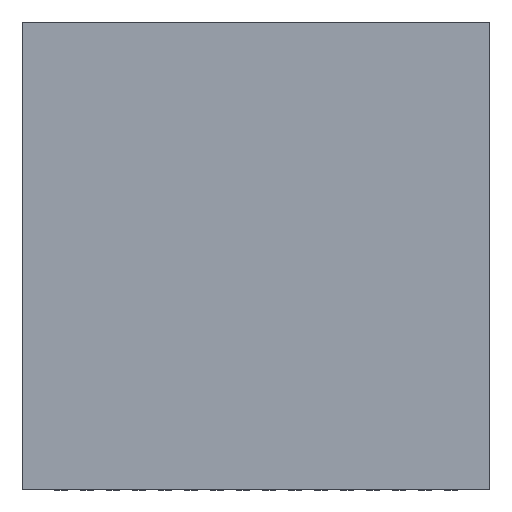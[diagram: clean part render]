
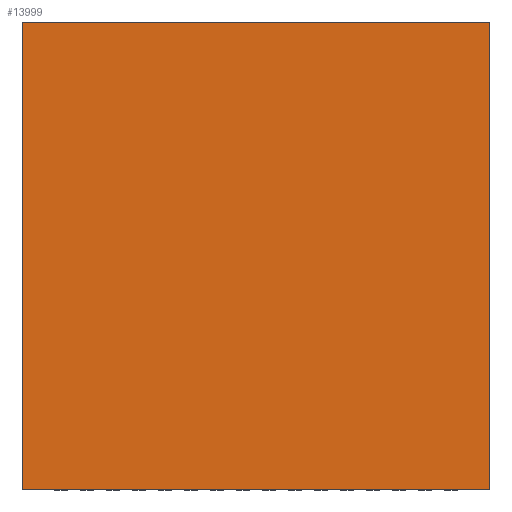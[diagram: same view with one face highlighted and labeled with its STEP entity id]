
A CAD part, top view. The second image highlights one B-rep face of the part: STEP entity #13999.
In plain terms, the highlighted planar face has unit normal (0, 0, 1).
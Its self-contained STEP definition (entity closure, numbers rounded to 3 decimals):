
#4249=DIRECTION('',(0.,-1.,0.));
#4250=VECTOR('',#4249,9.);
#4251=CARTESIAN_POINT('',(-4.5,4.5,0.92));
#4252=LINE('',#4251,#4250);
#4253=DIRECTION('',(-1.,0.,0.));
#4254=VECTOR('',#4253,9.);
#4255=CARTESIAN_POINT('',(4.5,4.5,0.92));
#4256=LINE('',#4255,#4254);
#4257=DIRECTION('',(0.,1.,0.));
#4258=VECTOR('',#4257,9.);
#4259=CARTESIAN_POINT('',(4.5,-4.5,0.92));
#4260=LINE('',#4259,#4258);
#4261=DIRECTION('',(1.,0.,0.));
#4262=VECTOR('',#4261,9.);
#4263=CARTESIAN_POINT('',(-4.5,-4.5,0.92));
#4264=LINE('',#4263,#4262);
#7271=CARTESIAN_POINT('',(-4.5,4.5,0.92));
#7272=CARTESIAN_POINT('',(-4.5,-4.5,0.92));
#7273=VERTEX_POINT('',#7271);
#7274=VERTEX_POINT('',#7272);
#7275=CARTESIAN_POINT('',(4.5,-4.5,0.92));
#7276=VERTEX_POINT('',#7275);
#7277=CARTESIAN_POINT('',(4.5,4.5,0.92));
#7278=VERTEX_POINT('',#7277);
#13988=CARTESIAN_POINT('',(0.,0.,0.92));
#13989=DIRECTION('',(0.,0.,1.));
#13990=DIRECTION('',(1.,0.,0.));
#13991=AXIS2_PLACEMENT_3D('',#13988,#13989,#13990);
#13992=PLANE('',#13991);
#13993=ORIENTED_EDGE('',*,*,#13642,.F.);
#13994=ORIENTED_EDGE('',*,*,#11130,.F.);
#13995=ORIENTED_EDGE('',*,*,#12667,.F.);
#13996=ORIENTED_EDGE('',*,*,#13151,.F.);
#13997=EDGE_LOOP('',(#13993,#13994,#13995,#13996));
#13998=FACE_OUTER_BOUND('',#13997,.F.);
#13999=ADVANCED_FACE('',(#13998),#13992,.T.);
#11130=EDGE_CURVE('',#7278,#7273,#4256,.T.);
#12667=EDGE_CURVE('',#7276,#7278,#4260,.T.);
#13151=EDGE_CURVE('',#7274,#7276,#4264,.T.);
#13642=EDGE_CURVE('',#7273,#7274,#4252,.T.);
